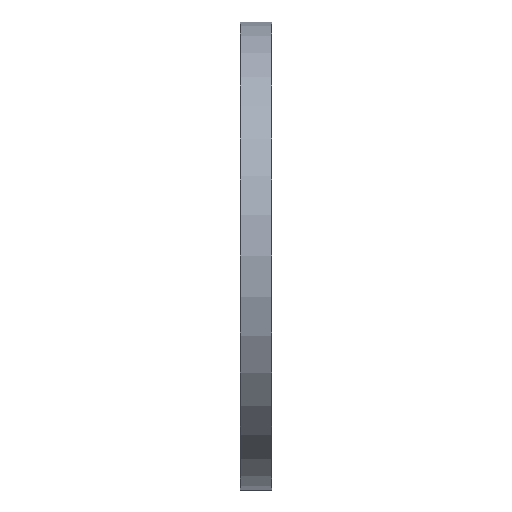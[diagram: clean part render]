
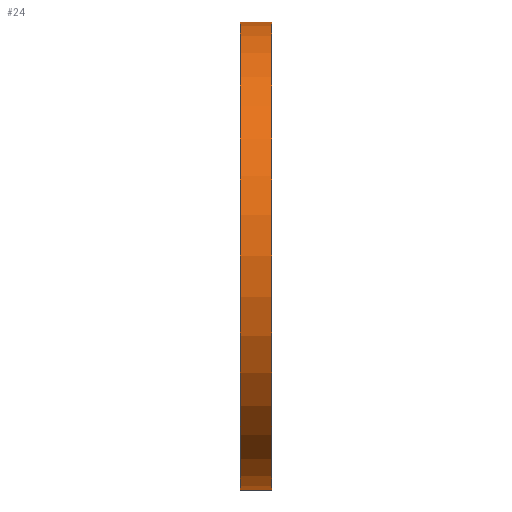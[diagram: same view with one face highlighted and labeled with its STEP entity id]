
A CAD part, left-side view. The second image highlights one B-rep face of the part: STEP entity #24.
In plain terms, the highlighted cylindrical face has radius 260 mm (diameter 520 mm), a partial arc.
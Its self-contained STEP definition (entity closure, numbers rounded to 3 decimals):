
#24 = ADVANCED_FACE ( 'NONE', ( #985 ), #1199, .T. ) ;
#163 = CARTESIAN_POINT ( 'NONE',  ( 0., 34.695, 260. ) ) ;
#215 = CARTESIAN_POINT ( 'NONE',  ( 0., 34.695, 0. ) ) ;
#248 = VERTEX_POINT ( 'NONE', #505 ) ;
#287 = AXIS2_PLACEMENT_3D ( 'NONE', #215, #298, #1402 ) ;
#298 = DIRECTION ( 'NONE',  ( 0., 1., 0. ) ) ;
#314 = DIRECTION ( 'NONE',  ( 0., 1., 0. ) ) ;
#318 = EDGE_LOOP ( 'NONE', ( #964, #388, #922, #640 ) ) ;
#352 = VECTOR ( 'NONE', #695, 1000. ) ;
#387 = CARTESIAN_POINT ( 'NONE',  ( 0., 0., 260. ) ) ;
#388 = ORIENTED_EDGE ( 'NONE', *, *, #617, .T. ) ;
#405 = CARTESIAN_POINT ( 'NONE',  ( 0., 34.695, -260. ) ) ;
#454 = DIRECTION ( 'NONE',  ( 0., 0., 1. ) ) ;
#460 = CIRCLE ( 'NONE', #755, 260. ) ;
#461 = CARTESIAN_POINT ( 'NONE',  ( 0., 35., -260. ) ) ;
#467 = DIRECTION ( 'NONE',  ( 0., 1., 0. ) ) ;
#505 = CARTESIAN_POINT ( 'NONE',  ( 0., 0., -260. ) ) ;
#518 = VERTEX_POINT ( 'NONE', #387 ) ;
#617 = EDGE_CURVE ( 'NONE', #248, #518, #460, .T. ) ;
#640 = ORIENTED_EDGE ( 'NONE', *, *, #1158, .F. ) ;
#695 = DIRECTION ( 'NONE',  ( 0., 1., 0. ) ) ;
#717 = CIRCLE ( 'NONE', #1390, 260. ) ;
#754 = VERTEX_POINT ( 'NONE', #461 ) ;
#755 = AXIS2_PLACEMENT_3D ( 'NONE', #1203, #971, #1084 ) ;
#907 = CARTESIAN_POINT ( 'NONE',  ( 0., 35., 0. ) ) ;
#922 = ORIENTED_EDGE ( 'NONE', *, *, #1354, .T. ) ;
#964 = ORIENTED_EDGE ( 'NONE', *, *, #1401, .F. ) ;
#971 = DIRECTION ( 'NONE',  ( 0., 1., 0. ) ) ;
#985 = FACE_OUTER_BOUND ( 'NONE', #318, .T. ) ;
#1084 = DIRECTION ( 'NONE',  ( 0., 0., 1. ) ) ;
#1088 = LINE ( 'NONE', #405, #1179 ) ;
#1103 = VERTEX_POINT ( 'NONE', #1425 ) ;
#1158 = EDGE_CURVE ( 'NONE', #754, #1103, #717, .T. ) ;
#1179 = VECTOR ( 'NONE', #314, 1000. ) ;
#1199 = CYLINDRICAL_SURFACE ( 'NONE', #287, 260. ) ;
#1203 = CARTESIAN_POINT ( 'NONE',  ( 0., 0., 0. ) ) ;
#1243 = LINE ( 'NONE', #163, #352 ) ;
#1354 = EDGE_CURVE ( 'NONE', #518, #1103, #1243, .T. ) ;
#1390 = AXIS2_PLACEMENT_3D ( 'NONE', #907, #467, #454 ) ;
#1401 = EDGE_CURVE ( 'NONE', #248, #754, #1088, .T. ) ;
#1402 = DIRECTION ( 'NONE',  ( 0., 0., 1. ) ) ;
#1425 = CARTESIAN_POINT ( 'NONE',  ( 0., 35., 260. ) ) ;
